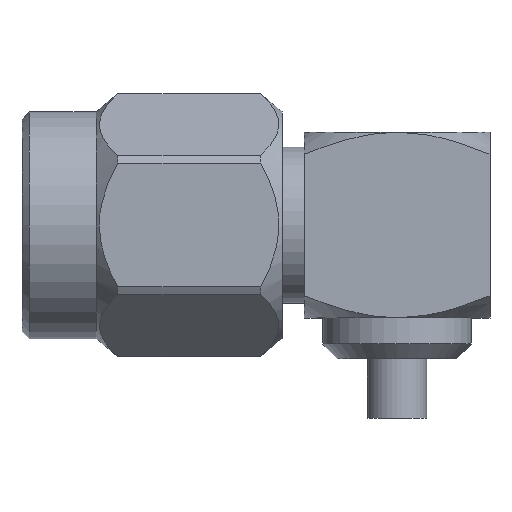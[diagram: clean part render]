
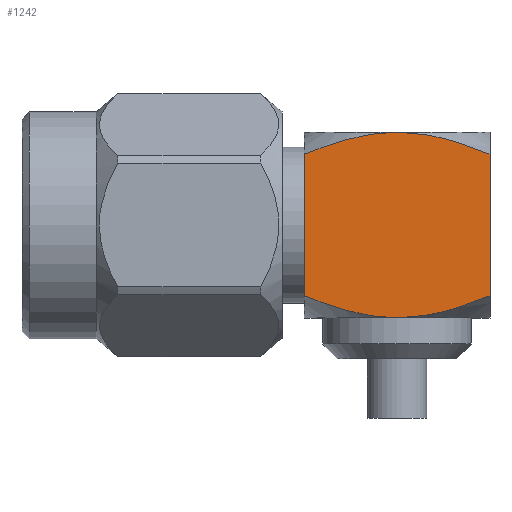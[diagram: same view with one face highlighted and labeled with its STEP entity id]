
A CAD part, top view. The second image highlights one B-rep face of the part: STEP entity #1242.
In plain terms, the highlighted planar face has unit normal (0, 0, 1).
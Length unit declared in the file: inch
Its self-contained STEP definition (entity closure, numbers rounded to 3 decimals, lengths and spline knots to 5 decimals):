
#1 = CARTESIAN_POINT ( 'NONE',  ( 0.61001, 0.10327, 0.125 ) ) ;
#18 = CARTESIAN_POINT ( 'NONE',  ( 0.42036, -0.11067, 0.125 ) ) ;
#21 = ORIENTED_EDGE ( 'NONE', *, *, #2142, .F. ) ;
#62 = CARTESIAN_POINT ( 'NONE',  ( 0.49426, 0.125, 0.125 ) ) ;
#70 = CARTESIAN_POINT ( 'NONE',  ( 0.505, 0.125, 0.125 ) ) ;
#136 = CARTESIAN_POINT ( 'NONE',  ( 0.38, -0.09511, 0.125 ) ) ;
#180 = CARTESIAN_POINT ( 'NONE',  ( 0.52668, 0.125, 0.125 ) ) ;
#234 = CARTESIAN_POINT ( 'NONE',  ( 0.45152, 0.11886, 0.125 ) ) ;
#240 = CARTESIAN_POINT ( 'NONE',  ( 0.52669, -0.125, 0.125 ) ) ;
#380 = CARTESIAN_POINT ( 'NONE',  ( 0.505, 0.125, 0.125 ) ) ;
#410 = CARTESIAN_POINT ( 'NONE',  ( 0.46203, -0.12109, 0.125 ) ) ;
#422 = AXIS2_PLACEMENT_3D ( 'NONE', #773, #1707, #1725 ) ;
#427 = CARTESIAN_POINT ( 'NONE',  ( 0.46203, 0.12109, 0.125 ) ) ;
#563 = EDGE_CURVE ( 'NONE', #2200, #2128, #1818, .T. ) ;
#623 = CARTESIAN_POINT ( 'NONE',  ( 0.42035, 0.11067, 0.125 ) ) ;
#693 = VECTOR ( 'NONE', #1489, 39.37008 ) ;
#720 = ORIENTED_EDGE ( 'NONE', *, *, #2330, .F. ) ;
#727 = LINE ( 'NONE', #2223, #693 ) ;
#764 = CARTESIAN_POINT ( 'NONE',  ( 0.63, 0.09511, 0.125 ) ) ;
#773 = CARTESIAN_POINT ( 'NONE',  ( 0.38, -0.125, 0.125 ) ) ;
#818 = CARTESIAN_POINT ( 'NONE',  ( 0.48335, 0.12417, 0.125 ) ) ;
#831 = VERTEX_POINT ( 'NONE', #70 ) ;
#845 = VERTEX_POINT ( 'NONE', #2198 ) ;
#877 = ORIENTED_EDGE ( 'NONE', *, *, #563, .T. ) ;
#980 = CARTESIAN_POINT ( 'NONE',  ( 0.38, -0.09511, 0.125 ) ) ;
#997 = CARTESIAN_POINT ( 'NONE',  ( 0.63, -0.125, 0.125 ) ) ;
#1040 = EDGE_LOOP ( 'NONE', ( #21, #877, #1821, #1507, #720, #2215 ) ) ;
#1123 = CARTESIAN_POINT ( 'NONE',  ( 0.38, 0.09511, 0.125 ) ) ;
#1143 = CARTESIAN_POINT ( 'NONE',  ( 0.39996, 0.10326, 0.125 ) ) ;
#1186 = DIRECTION ( 'NONE',  ( 0., 1., 0. ) ) ;
#1189 = CARTESIAN_POINT ( 'NONE',  ( 0.39996, -0.10325, 0.125 ) ) ;
#1204 = CARTESIAN_POINT ( 'NONE',  ( 0.505, -0.125, 0.125 ) ) ;
#1242 = ADVANCED_FACE ( 'NONE', ( #2469 ), #1925, .F. ) ;
#1352 = CARTESIAN_POINT ( 'NONE',  ( 0.63, 0.09511, 0.125 ) ) ;
#1359 = CARTESIAN_POINT ( 'NONE',  ( 0.54783, 0.12164, 0.125 ) ) ;
#1372 = CARTESIAN_POINT ( 'NONE',  ( 0.49425, -0.125, 0.125 ) ) ;
#1391 = CARTESIAN_POINT ( 'NONE',  ( 0.48334, -0.12417, 0.125 ) ) ;
#1404 = B_SPLINE_CURVE_WITH_KNOTS ( 'NONE', 3,
 ( #1542, #180, #1359, #1924, #1, #764 ),
 .UNSPECIFIED., .F., .F.,
 ( 4, 2, 4 ),
 ( 0.00688, 0.00854, 0.0102 ),
 .UNSPECIFIED. ) ;
#1489 = DIRECTION ( 'NONE',  ( 0., 1., 0. ) ) ;
#1507 = ORIENTED_EDGE ( 'NONE', *, *, #2477, .T. ) ;
#1542 = CARTESIAN_POINT ( 'NONE',  ( 0.505, 0.125, 0.125 ) ) ;
#1555 = CARTESIAN_POINT ( 'NONE',  ( 0.45153, -0.11886, 0.125 ) ) ;
#1614 = CARTESIAN_POINT ( 'NONE',  ( 0.63, -0.09511, 0.125 ) ) ;
#1629 = CARTESIAN_POINT ( 'NONE',  ( 0.505, -0.125, 0.125 ) ) ;
#1676 = LINE ( 'NONE', #997, #2397 ) ;
#1707 = DIRECTION ( 'NONE',  ( 0., 0., -1. ) ) ;
#1725 = DIRECTION ( 'NONE',  ( -1., 0., 0. ) ) ;
#1750 = EDGE_CURVE ( 'NONE', #2221, #831, #2251, .T. ) ;
#1783 = B_SPLINE_CURVE_WITH_KNOTS ( 'NONE', 3,
 ( #1204, #240, #1975, #1959, #2153, #1614 ),
 .UNSPECIFIED., .F., .F.,
 ( 4, 2, 4 ),
 ( 0.0068, 0.00846, 0.01011 ),
 .UNSPECIFIED. ) ;
#1818 = B_SPLINE_CURVE_WITH_KNOTS ( 'NONE', 3,
 ( #980, #1189, #18, #1555, #410, #1391, #1372, #2314 ),
 .UNSPECIFIED., .F., .F.,
 ( 4, 2, 2, 4 ),
 ( 0.00352, 0.00516, 0.00598, 0.0068 ),
 .UNSPECIFIED. ) ;
#1819 = EDGE_CURVE ( 'NONE', #2128, #845, #1783, .T. ) ;
#1821 = ORIENTED_EDGE ( 'NONE', *, *, #1819, .T. ) ;
#1874 = CARTESIAN_POINT ( 'NONE',  ( 0.38, 0.09511, 0.125 ) ) ;
#1916 = VERTEX_POINT ( 'NONE', #1352 ) ;
#1924 = CARTESIAN_POINT ( 'NONE',  ( 0.58947, 0.11073, 0.125 ) ) ;
#1925 = PLANE ( 'NONE',  #422 ) ;
#1959 = CARTESIAN_POINT ( 'NONE',  ( 0.58949, -0.11072, 0.125 ) ) ;
#1975 = CARTESIAN_POINT ( 'NONE',  ( 0.54784, -0.12163, 0.125 ) ) ;
#2128 = VERTEX_POINT ( 'NONE', #1629 ) ;
#2142 = EDGE_CURVE ( 'NONE', #2200, #2221, #727, .T. ) ;
#2153 = CARTESIAN_POINT ( 'NONE',  ( 0.61002, -0.10326, 0.125 ) ) ;
#2198 = CARTESIAN_POINT ( 'NONE',  ( 0.63, -0.09511, 0.125 ) ) ;
#2200 = VERTEX_POINT ( 'NONE', #136 ) ;
#2215 = ORIENTED_EDGE ( 'NONE', *, *, #1750, .F. ) ;
#2221 = VERTEX_POINT ( 'NONE', #1123 ) ;
#2223 = CARTESIAN_POINT ( 'NONE',  ( 0.38, -0.125, 0.125 ) ) ;
#2251 = B_SPLINE_CURVE_WITH_KNOTS ( 'NONE', 3,
 ( #1874, #1143, #623, #234, #427, #818, #62, #380 ),
 .UNSPECIFIED., .F., .F.,
 ( 4, 2, 2, 4 ),
 ( 0.0036, 0.00524, 0.00606, 0.00688 ),
 .UNSPECIFIED. ) ;
#2314 = CARTESIAN_POINT ( 'NONE',  ( 0.505, -0.125, 0.125 ) ) ;
#2330 = EDGE_CURVE ( 'NONE', #831, #1916, #1404, .T. ) ;
#2397 = VECTOR ( 'NONE', #1186, 39.37008 ) ;
#2469 = FACE_OUTER_BOUND ( 'NONE', #1040, .T. ) ;
#2477 = EDGE_CURVE ( 'NONE', #845, #1916, #1676, .T. ) ;
